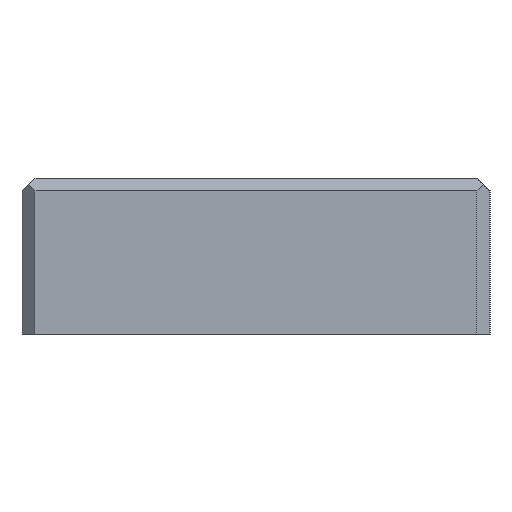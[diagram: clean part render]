
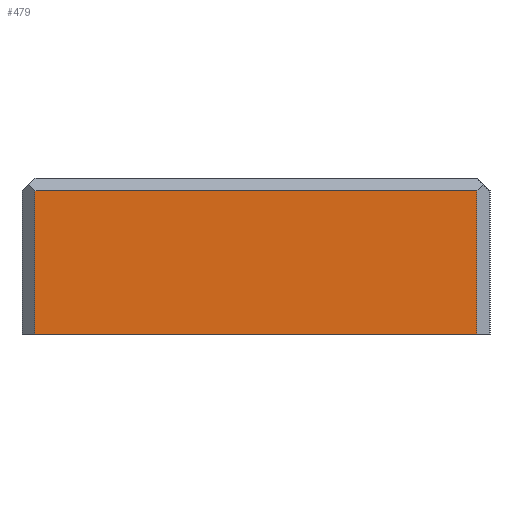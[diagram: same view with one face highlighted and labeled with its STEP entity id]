
A CAD part, left-side view. The second image highlights one B-rep face of the part: STEP entity #479.
In plain terms, the highlighted face is planar.
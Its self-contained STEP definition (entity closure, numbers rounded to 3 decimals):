
#49=DIRECTION('',(1.,0.,0.));
#50=VECTOR('',#49,17.);
#51=CARTESIAN_POINT('',(-8.5,-30.,0.));
#52=LINE('',#51,#50);
#134=DIRECTION('',(0.,0.,-1.));
#135=VECTOR('',#134,5.5);
#136=CARTESIAN_POINT('',(8.5,-30.,5.5));
#137=LINE('',#136,#135);
#138=DIRECTION('',(0.,0.,-1.));
#139=VECTOR('',#138,5.5);
#140=CARTESIAN_POINT('',(-8.5,-30.,5.5));
#141=LINE('',#140,#139);
#142=DIRECTION('',(1.,0.,0.));
#143=VECTOR('',#142,17.);
#144=CARTESIAN_POINT('',(-8.5,-30.,5.5));
#145=LINE('',#144,#143);
#266=CARTESIAN_POINT('',(8.5,-30.,0.));
#268=VERTEX_POINT('',#266);
#269=CARTESIAN_POINT('',(8.5,-30.,5.5));
#270=VERTEX_POINT('',#269);
#271=CARTESIAN_POINT('',(-8.5,-30.,5.5));
#272=VERTEX_POINT('',#271);
#273=CARTESIAN_POINT('',(-8.5,-30.,0.));
#275=VERTEX_POINT('',#273);
#467=CARTESIAN_POINT('',(-9.,-30.,0.));
#468=DIRECTION('',(0.,-1.,0.));
#469=DIRECTION('',(1.,0.,0.));
#470=AXIS2_PLACEMENT_3D('',#467,#468,#469);
#471=PLANE('',#470);
#473=ORIENTED_EDGE('',*,*,#472,.T.);
#474=ORIENTED_EDGE('',*,*,#328,.F.);
#475=ORIENTED_EDGE('',*,*,#445,.F.);
#476=ORIENTED_EDGE('',*,*,#455,.T.);
#477=EDGE_LOOP('',(#473,#474,#475,#476));
#478=FACE_OUTER_BOUND('',#477,.F.);
#479=ADVANCED_FACE('',(#478),#471,.T.);
#328=EDGE_CURVE('',#275,#268,#52,.T.);
#445=EDGE_CURVE('',#272,#275,#141,.T.);
#455=EDGE_CURVE('',#272,#270,#145,.T.);
#472=EDGE_CURVE('',#270,#268,#137,.T.);
